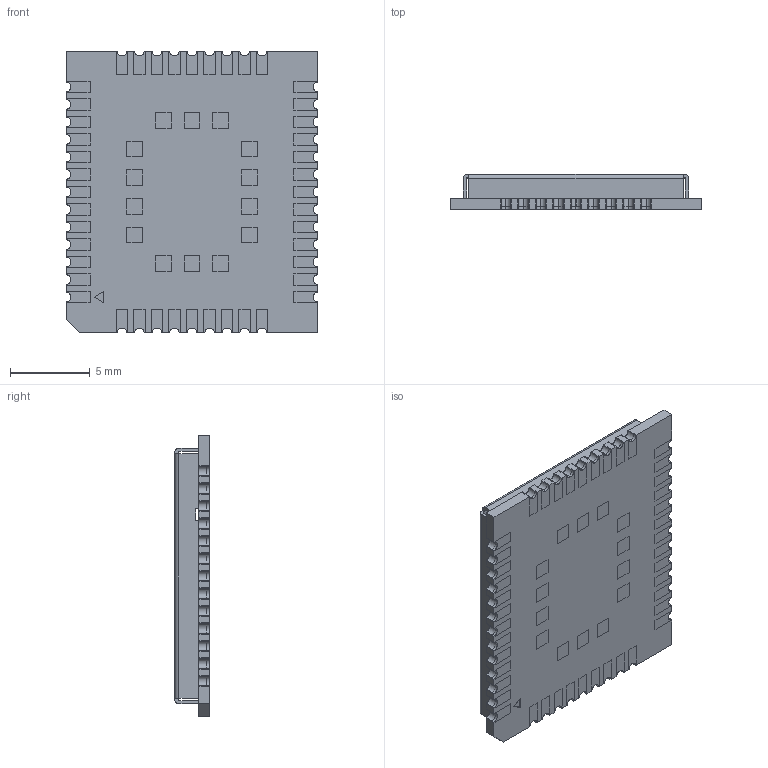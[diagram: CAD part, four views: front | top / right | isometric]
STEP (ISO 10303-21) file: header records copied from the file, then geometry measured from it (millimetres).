
FILE_DESCRIPTION (( 'STEP AP214' ), '1' );
FILE_NAME ('BC68.STEP', '2021-06-02T17:58:19', ( '' ), ( '' ), 'SwSTEP 2.0', 'SolidWorks 2017', '' );
FILE_SCHEMA (( 'AUTOMOTIVE_DESIGN' ));
Length unit declared in the file: millimetre
Products named in the file (1): BC68
Bounding box: 15.8 x 2.25 x 17.7 mm (x, y, z)
Volume: 250.7 mm3; surface area: 1444.3 mm2
Topology: 62 solids, 62 shells, 946 faces, 2242 edges, 1436 vertices
Faces by surface type: plane 775, cylinder 171
Entity records: 27343 total; most frequent: CARTESIAN_POINT 4625, ORIENTED_EDGE 4484, DIRECTION 4478, EDGE_CURVE 2242, LINE 1900, VECTOR 1900, VERTEX_POINT 1436, AXIS2_PLACEMENT_3D 1289
